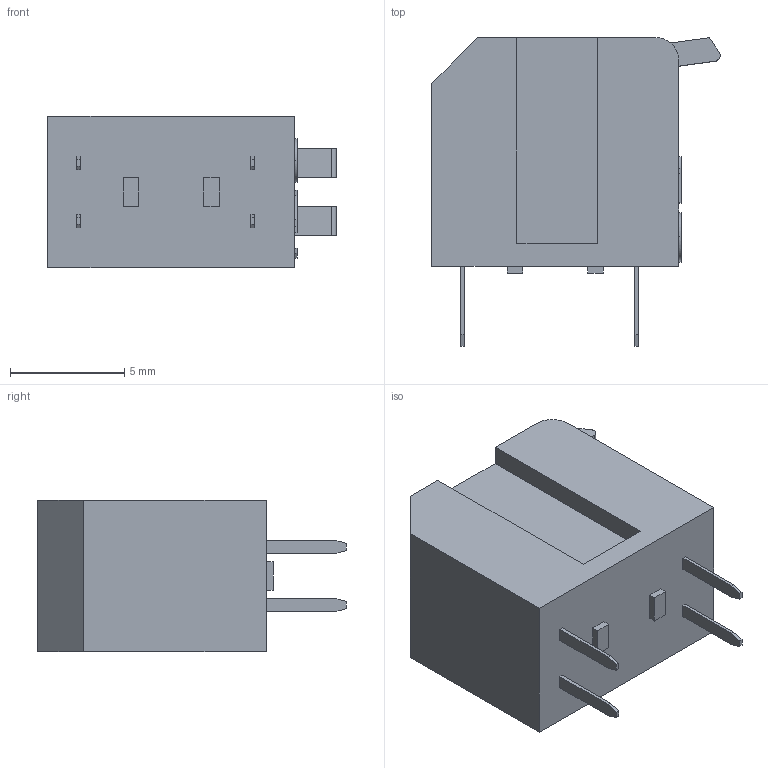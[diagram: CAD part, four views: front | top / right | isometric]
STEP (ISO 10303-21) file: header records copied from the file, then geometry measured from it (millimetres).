
FILE_DESCRIPTION((''),'2;1');
FILE_NAME('KAP1102E.stp','2012-03-05T15:36:02',('rcelander'),(''),'Autodesk Inventor 11','Autodesk Inventor 11','');
FILE_SCHEMA(('AUTOMOTIVE_DESIGN { 1 0 10303 214 1 1 1 1 }'));
Length unit declared in the file: millimetre
Products named in the file (3): KAP1102R; KAP 02 BODY; KAP E ACTUATOR
Assembly tree (3 placements, depth 2):
  KAP1102R
    KAP 02 BODY
    KAP E ACTUATOR  x2
Bounding box: 12.61 x 13.5 x 6.64 mm (x, y, z)
Volume: 662.1 mm3; surface area: 608.3 mm2
Topology: 7 solids, 7 shells, 154 faces, 384 edges, 240 vertices
Faces by surface type: plane 128, bspline 19, cylinder 7
Entity records: 4559 total; most frequent: CARTESIAN_POINT 1115, ORIENTED_EDGE 732, DIRECTION 604, EDGE_CURVE 366, VECTOR 318, LINE 318, VERTEX_POINT 228, EDGE_LOOP 158
